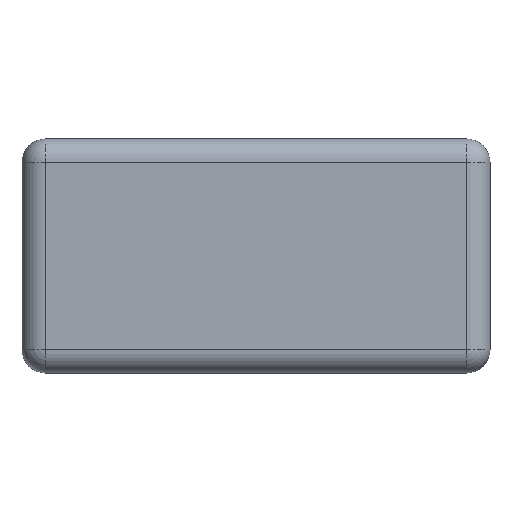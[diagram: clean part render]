
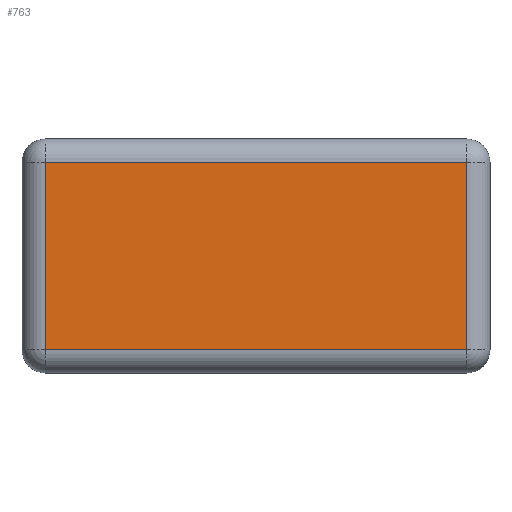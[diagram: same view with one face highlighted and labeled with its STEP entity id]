
A CAD part, top view. The second image highlights one B-rep face of the part: STEP entity #763.
In plain terms, the highlighted planar face has unit normal (0, 0, 1).
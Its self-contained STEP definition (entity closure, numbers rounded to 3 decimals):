
#462=ORIENTED_EDGE('',*,*,#562,.T.);
#463=ORIENTED_EDGE('',*,*,#574,.T.);
#464=ORIENTED_EDGE('',*,*,#575,.T.);
#465=ORIENTED_EDGE('',*,*,#573,.T.);
#494=VECTOR('',#652,1.);
#500=VECTOR('',#682,1.);
#501=VECTOR('',#685,1.);
#502=VECTOR('',#686,1.);
#514=LINE('',#808,#494);
#520=LINE('',#830,#500);
#521=LINE('',#833,#501);
#522=LINE('',#834,#502);
#536=VERTEX_POINT('',#800);
#537=VERTEX_POINT('',#804);
#542=VERTEX_POINT('',#826);
#543=VERTEX_POINT('',#832);
#562=EDGE_CURVE('',#537,#536,#514,.T.);
#573=EDGE_CURVE('',#542,#537,#520,.T.);
#574=EDGE_CURVE('',#536,#543,#521,.T.);
#575=EDGE_CURVE('',#543,#542,#522,.T.);
#593=EDGE_LOOP('',(#462,#463,#464,#465));
#611=FACE_BOUND('',#593,.T.);
#652=DIRECTION('',(0.,24.,0.));
#682=DIRECTION('',(54.,0.,0.));
#683=DIRECTION('',(0.,0.,1.));
#684=DIRECTION('',(0.,-1.,0.));
#685=DIRECTION('',(-54.,0.,0.));
#686=DIRECTION('',(0.,-24.,0.));
#734=AXIS2_PLACEMENT_3D('',#831,#683,#684);
#749=PLANE('',#734);
#763=ADVANCED_FACE('',(#611),#749,.T.);
#800=CARTESIAN_POINT('',(94.353,10.749,4.));
#804=CARTESIAN_POINT('',(94.353,-13.251,4.));
#808=CARTESIAN_POINT('',(94.353,-13.251,4.));
#826=CARTESIAN_POINT('',(40.353,-13.251,4.));
#830=CARTESIAN_POINT('',(40.353,-13.251,4.));
#831=CARTESIAN_POINT('',(94.353,-13.251,4.));
#832=CARTESIAN_POINT('',(40.353,10.749,4.));
#833=CARTESIAN_POINT('',(94.353,10.749,4.));
#834=CARTESIAN_POINT('',(40.353,10.749,4.));
